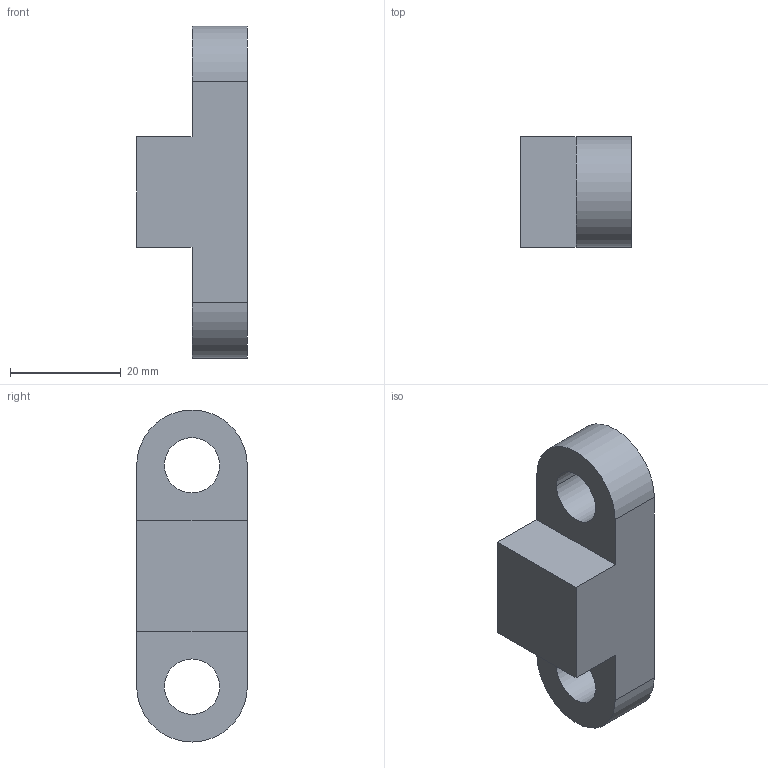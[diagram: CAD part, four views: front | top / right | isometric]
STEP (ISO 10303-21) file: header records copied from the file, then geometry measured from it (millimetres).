
FILE_DESCRIPTION(('CATIA V5 STEP Exchange'),'2;1');
FILE_NAME('Deuxieme partie rotule BTE.stp','2021-05-01T13:11:54+00:00',('none'),('none'),'CATIA Version 5 Release 19 GA (IN-10)','CATIA V5 STEP AP203','none');
FILE_SCHEMA(('CONFIG_CONTROL_DESIGN'));
Length unit declared in the file: millimetre
Products named in the file (1): deuxieme partie rotule tbe
Bounding box: 20 x 20 x 60 mm (x, y, z)
Volume: 12752.7 mm3; surface area: 4858.9 mm2
Topology: 1 solids, 1 shells, 16 faces, 46 edges, 30 vertices
Faces by surface type: plane 8, cylinder 6, sphere 2
Entity records: 556 total; most frequent: CARTESIAN_POINT 117, ORIENTED_EDGE 88, DIRECTION 64, EDGE_CURVE 44, VERTEX_POINT 30, VECTOR 27, LINE 27, AXIS2_PLACEMENT_3D 26
